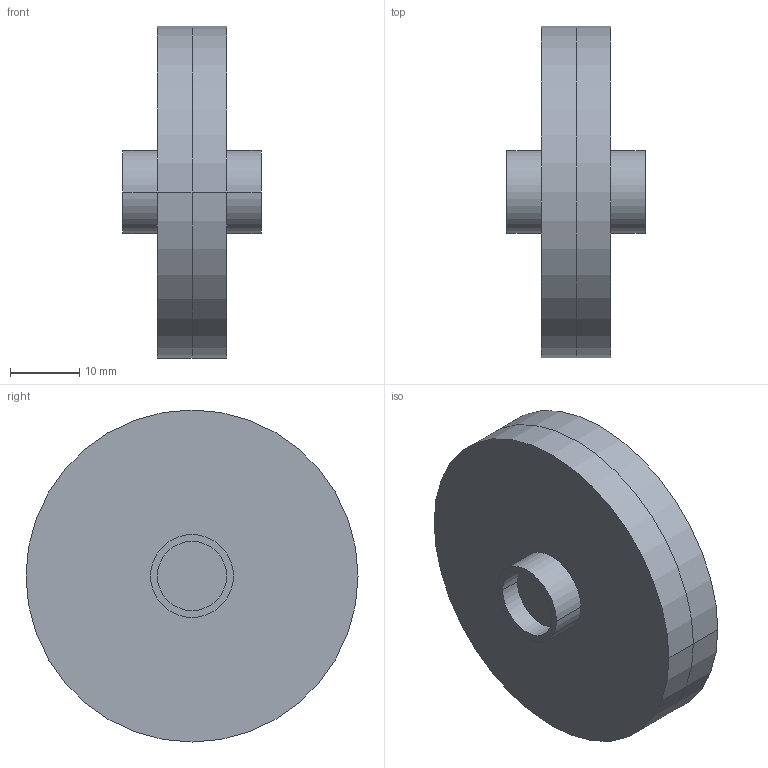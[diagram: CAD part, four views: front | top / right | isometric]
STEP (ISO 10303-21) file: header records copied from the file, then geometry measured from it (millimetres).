
FILE_DESCRIPTION(('Creo Elements/Direct Modeling STEP Export'),'2;1');
FILE_NAME('FGN1-10.stp','2011-12-09T 9:54:35',(''),(''),'Creo Elements/Direct Modeling STEP processor for AP214 (Solid Model)','Creo Elements/Direct Modeling 17.0D 15-Jul-2011 (C) Parametric Technology GmbH','');
FILE_SCHEMA(('AUTOMOTIVE_DESIGN { 1 0 10303 214 1 1 1 1 }'));
Length unit declared in the file: millimetre
Products named in the file (3): FG1-10; FN1-10; FGN1-10
Assembly tree (2 placements, depth 2):
  FGN1-10
    FN1-10
    FG1-10
Bounding box: 20 x 48 x 48 mm (x, y, z)
Volume: 18755.3 mm3; surface area: 9311.7 mm2
Topology: 2 solids, 2 shells, 20 faces, 36 edges, 24 vertices
Faces by surface type: cylinder 12, plane 8
Entity records: 519 total; most frequent: DIRECTION 82, ORIENTED_EDGE 72, CARTESIAN_POINT 71, EDGE_CURVE 36, AXIS2_PLACEMENT_3D 35, VERTEX_POINT 24, EDGE_LOOP 24, FACE_OUTER_BOUND 20
